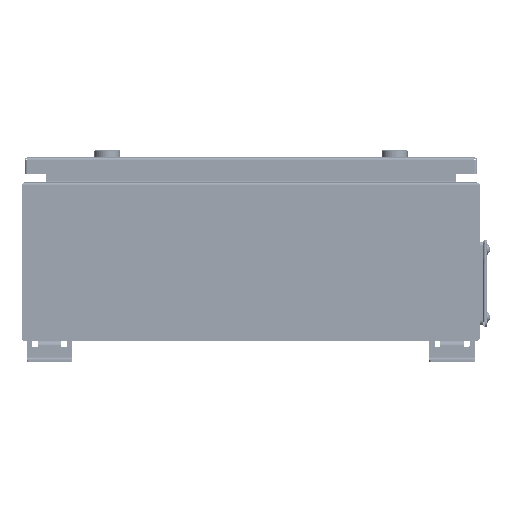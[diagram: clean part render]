
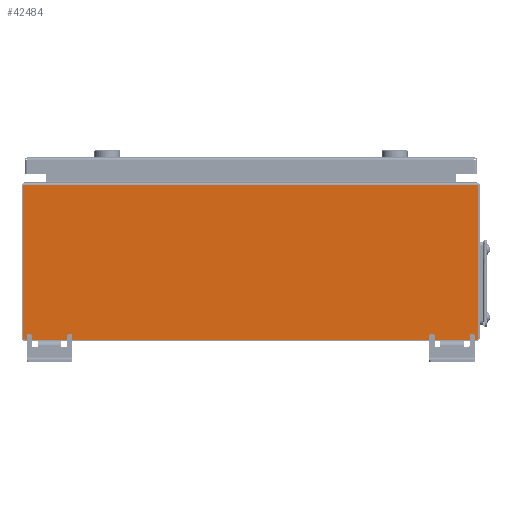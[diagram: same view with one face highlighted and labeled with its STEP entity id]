
A CAD part, left-side view. The second image highlights one B-rep face of the part: STEP entity #42484.
In plain terms, the highlighted planar face has unit normal (-1, 0, 0).
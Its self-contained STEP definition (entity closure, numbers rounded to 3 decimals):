
#2144 = EDGE_CURVE ( 'NONE', #32766, #21608, #39457, .T. ) ;
#3070 = ORIENTED_EDGE ( 'NONE', *, *, #2144, .F. ) ;
#3961 = DIRECTION ( 'NONE',  ( -1., 0., 0. ) ) ;
#4670 = VERTEX_POINT ( 'NONE', #35467 ) ;
#5814 = AXIS2_PLACEMENT_3D ( 'NONE', #47206, #40204, #69806 ) ;
#6244 = CARTESIAN_POINT ( 'NONE',  ( -1.5, -247., -83.5 ) ) ;
#8394 = CARTESIAN_POINT ( 'NONE',  ( -1.5, 250., 86.5 ) ) ;
#9409 = LINE ( 'NONE', #42626, #38584 ) ;
#10801 = DIRECTION ( 'NONE',  ( 0., 1., 0. ) ) ;
#10986 = CIRCLE ( 'NONE', #16864, 3. ) ;
#13211 = VECTOR ( 'NONE', #56456, 1000. ) ;
#13977 = VECTOR ( 'NONE', #10801, 1000. ) ;
#14572 = AXIS2_PLACEMENT_3D ( 'NONE', #72739, #3961, #43461 ) ;
#15351 = EDGE_CURVE ( 'NONE', #40613, #38044, #62814, .T. ) ;
#16864 = AXIS2_PLACEMENT_3D ( 'NONE', #6244, #29854, #29105 ) ;
#19064 = VECTOR ( 'NONE', #25358, 1000. ) ;
#21608 = VERTEX_POINT ( 'NONE', #70014 ) ;
#25358 = DIRECTION ( 'NONE',  ( 0., 0., 1. ) ) ;
#27065 = CIRCLE ( 'NONE', #5814, 3. ) ;
#29105 = DIRECTION ( 'NONE',  ( 0., 0., 1. ) ) ;
#29854 = DIRECTION ( 'NONE',  ( -1., 0., 0. ) ) ;
#32766 = VERTEX_POINT ( 'NONE', #71403 ) ;
#33887 = CARTESIAN_POINT ( 'NONE',  ( -1.5, -250., 86.5 ) ) ;
#34254 = ORIENTED_EDGE ( 'NONE', *, *, #42295, .T. ) ;
#35467 = CARTESIAN_POINT ( 'NONE',  ( -1.5, -247., -86.5 ) ) ;
#36058 = CARTESIAN_POINT ( 'NONE',  ( -1.5, 247., -86.5 ) ) ;
#37402 = EDGE_CURVE ( 'NONE', #4670, #39218, #38851, .T. ) ;
#38044 = VERTEX_POINT ( 'NONE', #58532 ) ;
#38584 = VECTOR ( 'NONE', #43003, 1000. ) ;
#38851 = LINE ( 'NONE', #61417, #13977 ) ;
#39218 = VERTEX_POINT ( 'NONE', #36058 ) ;
#39457 = LINE ( 'NONE', #33887, #13211 ) ;
#40146 = EDGE_LOOP ( 'NONE', ( #45358, #34254, #3070, #46877, #43214, #52071 ) ) ;
#40204 = DIRECTION ( 'NONE',  ( -1., 0., 0. ) ) ;
#40613 = VERTEX_POINT ( 'NONE', #67041 ) ;
#42295 = EDGE_CURVE ( 'NONE', #4670, #21608, #10986, .T. ) ;
#42484 = ADVANCED_FACE ( 'NONE', ( #49367 ), #43826, .T. ) ;
#42626 = CARTESIAN_POINT ( 'NONE',  ( -1.5, -250., 83.5 ) ) ;
#43003 = DIRECTION ( 'NONE',  ( 0., 1., 0. ) ) ;
#43214 = ORIENTED_EDGE ( 'NONE', *, *, #15351, .F. ) ;
#43461 = DIRECTION ( 'NONE',  ( 0., 0., 1. ) ) ;
#43826 = PLANE ( 'NONE',  #14572 ) ;
#45358 = ORIENTED_EDGE ( 'NONE', *, *, #37402, .F. ) ;
#46877 = ORIENTED_EDGE ( 'NONE', *, *, #48453, .T. ) ;
#47206 = CARTESIAN_POINT ( 'NONE',  ( -1.5, 247., -83.5 ) ) ;
#48453 = EDGE_CURVE ( 'NONE', #32766, #38044, #9409, .T. ) ;
#49367 = FACE_OUTER_BOUND ( 'NONE', #40146, .T. ) ;
#52071 = ORIENTED_EDGE ( 'NONE', *, *, #57878, .T. ) ;
#56456 = DIRECTION ( 'NONE',  ( 0., 0., -1. ) ) ;
#57878 = EDGE_CURVE ( 'NONE', #40613, #39218, #27065, .T. ) ;
#58532 = CARTESIAN_POINT ( 'NONE',  ( -1.5, 250., 83.5 ) ) ;
#61417 = CARTESIAN_POINT ( 'NONE',  ( -1.5, -250., -86.5 ) ) ;
#62814 = LINE ( 'NONE', #8394, #19064 ) ;
#67041 = CARTESIAN_POINT ( 'NONE',  ( -1.5, 250., -83.5 ) ) ;
#69806 = DIRECTION ( 'NONE',  ( 0., 0., 1. ) ) ;
#70014 = CARTESIAN_POINT ( 'NONE',  ( -1.5, -250., -83.5 ) ) ;
#71403 = CARTESIAN_POINT ( 'NONE',  ( -1.5, -250., 83.5 ) ) ;
#72739 = CARTESIAN_POINT ( 'NONE',  ( -1.5, 0., 0. ) ) ;
